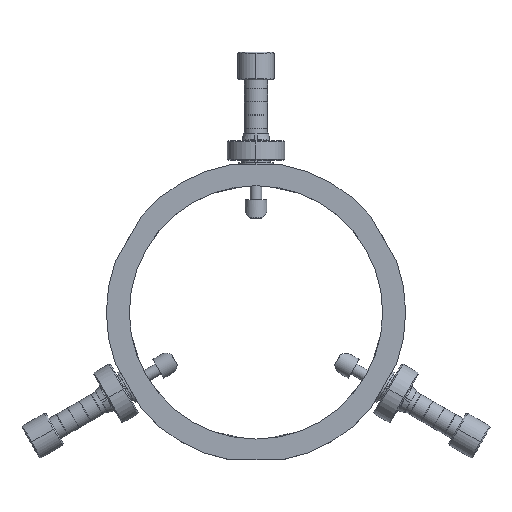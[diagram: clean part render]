
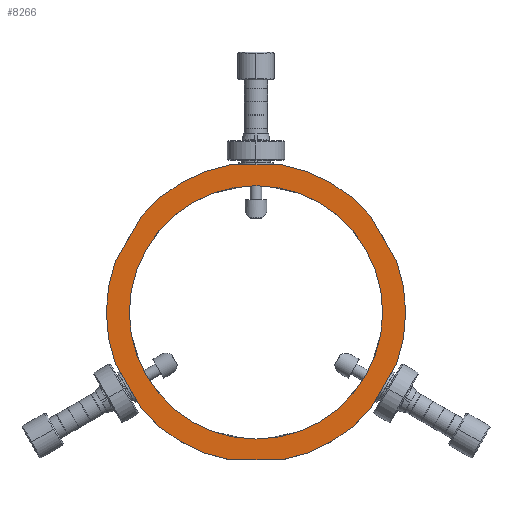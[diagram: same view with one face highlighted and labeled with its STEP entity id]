
A CAD part, top view. The second image highlights one B-rep face of the part: STEP entity #8266.
In plain terms, the highlighted planar face has unit normal (0, 0, 1).
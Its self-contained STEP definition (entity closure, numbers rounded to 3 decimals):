
#97 = AXIS2_PLACEMENT_3D ( 'NONE', #2257, #9965, #2394 ) ;
#267 = EDGE_CURVE ( 'NONE', #10566, #5462, #5957, .T. ) ;
#547 = EDGE_CURVE ( 'NONE', #5402, #1916, #5131, .T. ) ;
#573 = CARTESIAN_POINT ( 'NONE',  ( 61.095, 22.191, 0. ) ) ;
#611 = CARTESIAN_POINT ( 'NONE',  ( 0., 0., 0. ) ) ;
#649 = LINE ( 'NONE', #2755, #6004 ) ;
#682 = AXIS2_PLACEMENT_3D ( 'NONE', #11494, #12568, #6140 ) ;
#1028 = CIRCLE ( 'NONE', #97, 55. ) ;
#1141 = VERTEX_POINT ( 'NONE', #573 ) ;
#1146 = DIRECTION ( 'NONE',  ( 0., 0., 1. ) ) ;
#1641 = ORIENTED_EDGE ( 'NONE', *, *, #11036, .T. ) ;
#1696 = CIRCLE ( 'NONE', #682, 65. ) ;
#1799 = DIRECTION ( 'NONE',  ( 0., 0., 1. ) ) ;
#1833 = ORIENTED_EDGE ( 'NONE', *, *, #13538, .F. ) ;
#1873 = CARTESIAN_POINT ( 'NONE',  ( 0., 0., 0. ) ) ;
#1905 = FACE_BOUND ( 'NONE', #1931, .T. ) ;
#1916 = VERTEX_POINT ( 'NONE', #4080 ) ;
#1931 = EDGE_LOOP ( 'NONE', ( #11963, #1833 ) ) ;
#2257 = CARTESIAN_POINT ( 'NONE',  ( 0., 0., 0. ) ) ;
#2273 = ORIENTED_EDGE ( 'NONE', *, *, #13348, .T. ) ;
#2309 = VECTOR ( 'NONE', #8033, 1000. ) ;
#2394 = DIRECTION ( 'NONE',  ( 0., 1., 0. ) ) ;
#2480 = ORIENTED_EDGE ( 'NONE', *, *, #7252, .T. ) ;
#2602 = VERTEX_POINT ( 'NONE', #11675 ) ;
#2755 = CARTESIAN_POINT ( 'NONE',  ( -49.765, -41.814, 0. ) ) ;
#3017 = VERTEX_POINT ( 'NONE', #5130 ) ;
#3450 = EDGE_CURVE ( 'NONE', #1916, #5011, #4128, .T. ) ;
#3549 = CARTESIAN_POINT ( 'NONE',  ( 61.095, 22.191, 0. ) ) ;
#3581 = VECTOR ( 'NONE', #4331, 1000. ) ;
#3620 = EDGE_CURVE ( 'NONE', #10958, #10969, #9358, .T. ) ;
#3626 = ORIENTED_EDGE ( 'NONE', *, *, #3450, .T. ) ;
#3637 = DIRECTION ( 'NONE',  ( 0., 0., 1. ) ) ;
#3639 = ORIENTED_EDGE ( 'NONE', *, *, #13761, .T. ) ;
#3751 = CIRCLE ( 'NONE', #4503, 65. ) ;
#3947 = DIRECTION ( 'NONE',  ( 0., 0., 1. ) ) ;
#4080 = CARTESIAN_POINT ( 'NONE',  ( -61.095, 22.191, 0. ) ) ;
#4128 = CIRCLE ( 'NONE', #4824, 65. ) ;
#4130 = AXIS2_PLACEMENT_3D ( 'NONE', #10737, #1146, #11749 ) ;
#4247 = CIRCLE ( 'NONE', #10629, 65. ) ;
#4320 = DIRECTION ( 'NONE',  ( -1., 0., 0. ) ) ;
#4331 = DIRECTION ( 'NONE',  ( 1., 0., 0. ) ) ;
#4503 = AXIS2_PLACEMENT_3D ( 'NONE', #611, #1799, #9220 ) ;
#4797 = ORIENTED_EDGE ( 'NONE', *, *, #8307, .T. ) ;
#4824 = AXIS2_PLACEMENT_3D ( 'NONE', #1873, #8471, #9413 ) ;
#4943 = CIRCLE ( 'NONE', #8721, 65. ) ;
#5011 = VERTEX_POINT ( 'NONE', #12879 ) ;
#5086 = DIRECTION ( 'NONE',  ( 0.5, -0.866, 0. ) ) ;
#5130 = CARTESIAN_POINT ( 'NONE',  ( 49.765, -41.814, 0. ) ) ;
#5131 = LINE ( 'NONE', #10289, #2309 ) ;
#5363 = DIRECTION ( 'NONE',  ( 0., 1., 0. ) ) ;
#5402 = VERTEX_POINT ( 'NONE', #13271 ) ;
#5437 = LINE ( 'NONE', #10784, #3581 ) ;
#5446 = CARTESIAN_POINT ( 'NONE',  ( -11.358, 64., 0. ) ) ;
#5462 = VERTEX_POINT ( 'NONE', #6736 ) ;
#5498 = ORIENTED_EDGE ( 'NONE', *, *, #547, .T. ) ;
#5738 = CIRCLE ( 'NONE', #12706, 65. ) ;
#5957 = CIRCLE ( 'NONE', #13373, 55. ) ;
#5967 = DIRECTION ( 'NONE',  ( 0.5, 0.866, 0. ) ) ;
#6004 = VECTOR ( 'NONE', #5086, 1000. ) ;
#6140 = DIRECTION ( 'NONE',  ( 0., 1., 0. ) ) ;
#6169 = CARTESIAN_POINT ( 'NONE',  ( 0., 0., 0. ) ) ;
#6736 = CARTESIAN_POINT ( 'NONE',  ( 0., -55., 0. ) ) ;
#6880 = DIRECTION ( 'NONE',  ( 0., 1., 0. ) ) ;
#7252 = EDGE_CURVE ( 'NONE', #8099, #10958, #4943, .T. ) ;
#7296 = VERTEX_POINT ( 'NONE', #8250 ) ;
#7747 = CARTESIAN_POINT ( 'NONE',  ( 11.358, 64., 0. ) ) ;
#7796 = CARTESIAN_POINT ( 'NONE',  ( -11.358, 64., 0. ) ) ;
#7903 = ORIENTED_EDGE ( 'NONE', *, *, #8701, .T. ) ;
#7959 = VERTEX_POINT ( 'NONE', #10338 ) ;
#8033 = DIRECTION ( 'NONE',  ( -0.5, -0.866, 0. ) ) ;
#8049 = CARTESIAN_POINT ( 'NONE',  ( 61.095, -22.191, 0. ) ) ;
#8099 = VERTEX_POINT ( 'NONE', #13865 ) ;
#8250 = CARTESIAN_POINT ( 'NONE',  ( 61.095, -22.191, 0. ) ) ;
#8266 = ADVANCED_FACE ( 'NONE', ( #1905, #10842 ), #10696, .T. ) ;
#8307 = EDGE_CURVE ( 'NONE', #2602, #11114, #5437, .T. ) ;
#8471 = DIRECTION ( 'NONE',  ( 0., 0., 1. ) ) ;
#8701 = EDGE_CURVE ( 'NONE', #11114, #3017, #4247, .T. ) ;
#8721 = AXIS2_PLACEMENT_3D ( 'NONE', #9284, #9199, #13521 ) ;
#9121 = EDGE_LOOP ( 'NONE', ( #9292, #4797, #7903, #3639, #2273, #1641, #2480, #10162, #9782, #5498, #3626, #11652 ) ) ;
#9199 = DIRECTION ( 'NONE',  ( 0., 0., 1. ) ) ;
#9220 = DIRECTION ( 'NONE',  ( 0., 1., 0. ) ) ;
#9284 = CARTESIAN_POINT ( 'NONE',  ( 0., 0., 0. ) ) ;
#9292 = ORIENTED_EDGE ( 'NONE', *, *, #9687, .T. ) ;
#9294 = EDGE_CURVE ( 'NONE', #10969, #5402, #3751, .T. ) ;
#9358 = LINE ( 'NONE', #5446, #13881 ) ;
#9397 = CARTESIAN_POINT ( 'NONE',  ( 11.358, -64., 0. ) ) ;
#9413 = DIRECTION ( 'NONE',  ( 0., 1., 0. ) ) ;
#9687 = EDGE_CURVE ( 'NONE', #7959, #2602, #5738, .T. ) ;
#9782 = ORIENTED_EDGE ( 'NONE', *, *, #9294, .T. ) ;
#9891 = CARTESIAN_POINT ( 'NONE',  ( 0., 55., 0. ) ) ;
#9965 = DIRECTION ( 'NONE',  ( 0., 0., 1. ) ) ;
#10162 = ORIENTED_EDGE ( 'NONE', *, *, #3620, .T. ) ;
#10289 = CARTESIAN_POINT ( 'NONE',  ( -49.765, 41.814, 0. ) ) ;
#10338 = CARTESIAN_POINT ( 'NONE',  ( -49.765, -41.814, 0. ) ) ;
#10417 = LINE ( 'NONE', #3549, #10599 ) ;
#10566 = VERTEX_POINT ( 'NONE', #9891 ) ;
#10599 = VECTOR ( 'NONE', #13386, 1000. ) ;
#10629 = AXIS2_PLACEMENT_3D ( 'NONE', #12281, #3637, #6880 ) ;
#10696 = PLANE ( 'NONE',  #4130 ) ;
#10737 = CARTESIAN_POINT ( 'NONE',  ( 0., 0., 0. ) ) ;
#10784 = CARTESIAN_POINT ( 'NONE',  ( -11.358, -64., 0. ) ) ;
#10842 = FACE_OUTER_BOUND ( 'NONE', #9121, .T. ) ;
#10958 = VERTEX_POINT ( 'NONE', #7747 ) ;
#10969 = VERTEX_POINT ( 'NONE', #7796 ) ;
#11036 = EDGE_CURVE ( 'NONE', #1141, #8099, #10417, .T. ) ;
#11114 = VERTEX_POINT ( 'NONE', #9397 ) ;
#11494 = CARTESIAN_POINT ( 'NONE',  ( 0., 0., 0. ) ) ;
#11652 = ORIENTED_EDGE ( 'NONE', *, *, #12809, .T. ) ;
#11675 = CARTESIAN_POINT ( 'NONE',  ( -11.358, -64., 0. ) ) ;
#11749 = DIRECTION ( 'NONE',  ( 0., 1., 0. ) ) ;
#11810 = CARTESIAN_POINT ( 'NONE',  ( 0., 0., 0. ) ) ;
#11963 = ORIENTED_EDGE ( 'NONE', *, *, #267, .F. ) ;
#12281 = CARTESIAN_POINT ( 'NONE',  ( 0., 0., 0. ) ) ;
#12424 = LINE ( 'NONE', #8049, #12781 ) ;
#12568 = DIRECTION ( 'NONE',  ( 0., 0., 1. ) ) ;
#12706 = AXIS2_PLACEMENT_3D ( 'NONE', #11810, #12799, #5363 ) ;
#12781 = VECTOR ( 'NONE', #5967, 1000. ) ;
#12799 = DIRECTION ( 'NONE',  ( 0., 0., 1. ) ) ;
#12809 = EDGE_CURVE ( 'NONE', #5011, #7959, #649, .T. ) ;
#12879 = CARTESIAN_POINT ( 'NONE',  ( -61.095, -22.191, 0. ) ) ;
#13271 = CARTESIAN_POINT ( 'NONE',  ( -49.765, 41.814, 0. ) ) ;
#13348 = EDGE_CURVE ( 'NONE', #7296, #1141, #1696, .T. ) ;
#13373 = AXIS2_PLACEMENT_3D ( 'NONE', #6169, #3947, #13595 ) ;
#13386 = DIRECTION ( 'NONE',  ( -0.5, 0.866, 0. ) ) ;
#13521 = DIRECTION ( 'NONE',  ( 0., 1., 0. ) ) ;
#13538 = EDGE_CURVE ( 'NONE', #5462, #10566, #1028, .T. ) ;
#13595 = DIRECTION ( 'NONE',  ( 0., 1., 0. ) ) ;
#13761 = EDGE_CURVE ( 'NONE', #3017, #7296, #12424, .T. ) ;
#13865 = CARTESIAN_POINT ( 'NONE',  ( 49.765, 41.814, 0. ) ) ;
#13881 = VECTOR ( 'NONE', #4320, 1000. ) ;
